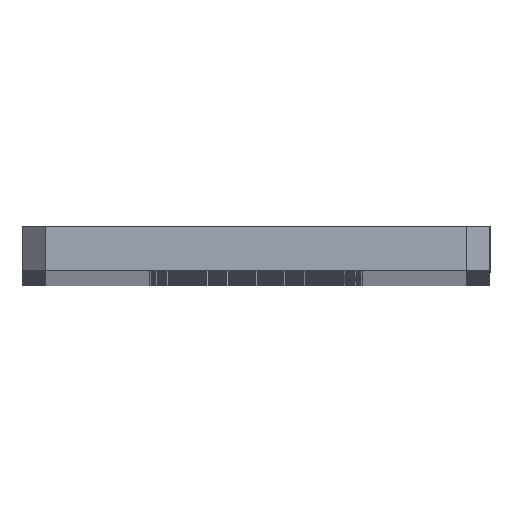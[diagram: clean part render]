
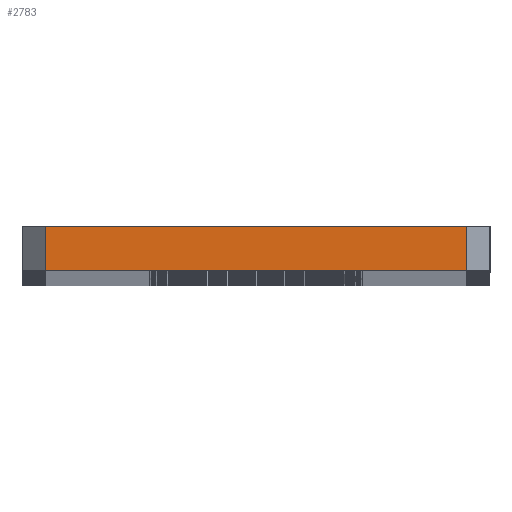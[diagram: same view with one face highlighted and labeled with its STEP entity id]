
A CAD part, top view. The second image highlights one B-rep face of the part: STEP entity #2783.
In plain terms, the highlighted planar face has unit normal (0, 0, 1).
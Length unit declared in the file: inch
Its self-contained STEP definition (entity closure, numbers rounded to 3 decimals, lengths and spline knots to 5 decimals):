
#1729 = DIRECTION ( 'NONE',  ( 1., 0., 0. ) ) ;
#1730 = VECTOR ( 'NONE', #1729, 39.37008 ) ;
#1731 = CARTESIAN_POINT ( 'NONE',  ( -0.2, 0., 3.75 ) ) ;
#1732 = LINE ( 'NONE', #1731, #1730 ) ;
#1741 = CARTESIAN_POINT ( 'NONE',  ( -0.18, 0., 3.75 ) ) ;
#1971 = CARTESIAN_POINT ( 'NONE',  ( 0.18, 0., 3.75 ) ) ;
#2696 = ORIENTED_EDGE ( 'NONE', *, *, #2697, .T. ) ;
#2697 = EDGE_CURVE ( 'NONE', #4751, #5255, #5129, .T. ) ;
#2698 = ORIENTED_EDGE ( 'NONE', *, *, #5254, .F. ) ;
#2699 = ORIENTED_EDGE ( 'NONE', *, *, #2700, .T. ) ;
#2700 = EDGE_CURVE ( 'NONE', #5252, #4385, #5125, .T. ) ;
#2732 = EDGE_LOOP ( 'NONE', ( #2733, #2696, #2698, #2699 ) ) ;
#2733 = ORIENTED_EDGE ( 'NONE', *, *, #4383, .T. ) ;
#2783 = ADVANCED_FACE ( 'NONE', ( #5387 ), #5385, .F. ) ;
#4383 = EDGE_CURVE ( 'NONE', #4385, #4751, #1732, .T. ) ;
#4385 = VERTEX_POINT ( 'NONE', #1741 ) ;
#4751 = VERTEX_POINT ( 'NONE', #1971 ) ;
#5122 = DIRECTION ( 'NONE',  ( 0., -1., 0. ) ) ;
#5123 = VECTOR ( 'NONE', #5122, 39.37008 ) ;
#5124 = CARTESIAN_POINT ( 'NONE',  ( -0.18, 0.038, 3.75 ) ) ;
#5125 = LINE ( 'NONE', #5124, #5123 ) ;
#5126 = DIRECTION ( 'NONE',  ( 0., 1., 0. ) ) ;
#5127 = VECTOR ( 'NONE', #5126, 39.37008 ) ;
#5128 = CARTESIAN_POINT ( 'NONE',  ( 0.18, 0.038, 3.75 ) ) ;
#5129 = LINE ( 'NONE', #5128, #5127 ) ;
#5252 = VERTEX_POINT ( 'NONE', #6499 ) ;
#5254 = EDGE_CURVE ( 'NONE', #5252, #5255, #6498, .T. ) ;
#5255 = VERTEX_POINT ( 'NONE', #6494 ) ;
#5380 = DIRECTION ( 'NONE',  ( -1., 0., 0. ) ) ;
#5381 = DIRECTION ( 'NONE',  ( 0., 0., -1. ) ) ;
#5382 = CARTESIAN_POINT ( 'NONE',  ( -0.2, 0.038, 3.75 ) ) ;
#5383 = AXIS2_PLACEMENT_3D ( 'NONE', #5382, #5381, #5380 ) ;
#5385 = PLANE ( 'NONE',  #5383 ) ;
#5387 = FACE_OUTER_BOUND ( 'NONE', #2732, .T. ) ;
#6494 = CARTESIAN_POINT ( 'NONE',  ( 0.18, 0.038, 3.75 ) ) ;
#6495 = DIRECTION ( 'NONE',  ( 1., 0., 0. ) ) ;
#6496 = VECTOR ( 'NONE', #6495, 39.37008 ) ;
#6497 = CARTESIAN_POINT ( 'NONE',  ( -0.2, 0.038, 3.75 ) ) ;
#6498 = LINE ( 'NONE', #6497, #6496 ) ;
#6499 = CARTESIAN_POINT ( 'NONE',  ( -0.18, 0.038, 3.75 ) ) ;
